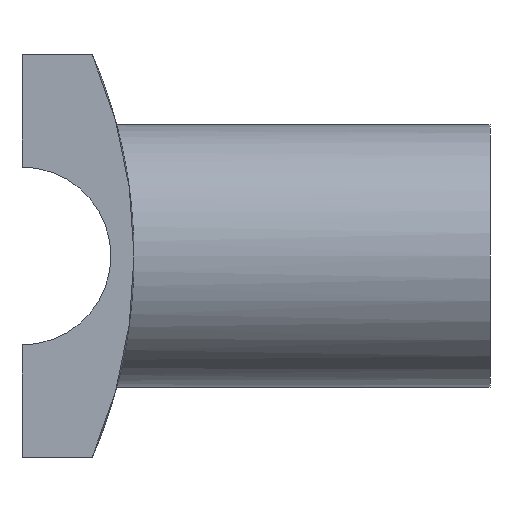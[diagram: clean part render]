
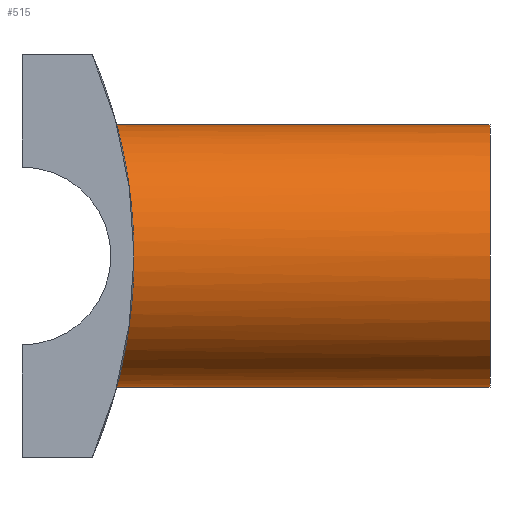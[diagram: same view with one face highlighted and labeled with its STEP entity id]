
A CAD part, left-side view. The second image highlights one B-rep face of the part: STEP entity #515.
In plain terms, the highlighted cylindrical face has radius 14 mm (diameter 28 mm), a full revolution.
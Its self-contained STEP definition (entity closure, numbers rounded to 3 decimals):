
#44=CIRCLE('',#570,14.);
#187=ORIENTED_EDGE('',*,*,#297,.T.);
#188=ORIENTED_EDGE('',*,*,#267,.T.);
#189=ORIENTED_EDGE('',*,*,#261,.T.);
#261=EDGE_CURVE('',#327,#326,#371,.T.);
#267=EDGE_CURVE('',#326,#327,#375,.T.);
#297=EDGE_CURVE('',#352,#352,#44,.T.);
#326=VERTEX_POINT('',#814);
#327=VERTEX_POINT('',#826);
#352=VERTEX_POINT('',#949);
#371=B_SPLINE_CURVE_WITH_KNOTS('',3,(#815,#816,#817,#818,#819,#820,#821,
#822,#823,#824,#825),.UNSPECIFIED.,.F.,.F.,(4,1,1,1,1,1,1,1,4),(0.044,
0.049,0.055,0.06,0.066,
0.071,0.077,0.082,0.088),
 .UNSPECIFIED.);
#375=B_SPLINE_CURVE_WITH_KNOTS('',3,(#873,#874,#875,#876,#877,#878,#879,
#880,#881,#882,#883,#884,#885,#886),.UNSPECIFIED.,.F.,.F.,(4,1,1,1,1,1,
1,1,1,1,1,4),(0.,0.003,0.005,
0.011,0.016,0.022,0.027,
0.033,0.036,0.038,0.041,
0.044),.UNSPECIFIED.);
#394=EDGE_LOOP('',(#187));
#395=EDGE_LOOP('',(#188,#189));
#450=FACE_BOUND('',#394,.T.);
#451=FACE_BOUND('',#395,.T.);
#492=CYLINDRICAL_SURFACE('',#569,14.);
#515=ADVANCED_FACE('',(#450,#451),#492,.T.);
#569=AXIS2_PLACEMENT_3D('',#947,#670,#671);
#570=AXIS2_PLACEMENT_3D('',#948,#672,#673);
#670=DIRECTION('',(0.,-1.,0.));
#671=DIRECTION('',(0.,0.,-1.));
#672=DIRECTION('',(0.,1.,0.));
#673=DIRECTION('',(1.,0.,0.));
#814=CARTESIAN_POINT('',(0.,39.882,-14.));
#815=CARTESIAN_POINT('',(0.,39.882,14.));
#816=CARTESIAN_POINT('',(-1.832,39.882,14.));
#817=CARTESIAN_POINT('',(-5.516,39.676,13.264));
#818=CARTESIAN_POINT('',(-10.148,38.95,10.159));
#819=CARTESIAN_POINT('',(-13.26,38.234,5.525));
#820=CARTESIAN_POINT('',(-14.369,37.936,0.003));
#821=CARTESIAN_POINT('',(-13.263,38.233,-5.515));
#822=CARTESIAN_POINT('',(-10.158,38.948,-10.15));
#823=CARTESIAN_POINT('',(-5.529,39.674,-13.255));
#824=CARTESIAN_POINT('',(-1.858,39.882,-14.));
#825=CARTESIAN_POINT('',(0.,39.882,-14.));
#826=CARTESIAN_POINT('',(0.,39.882,14.));
#873=CARTESIAN_POINT('',(0.,39.882,-14.));
#874=CARTESIAN_POINT('',(0.929,39.882,-14.));
#875=CARTESIAN_POINT('',(2.751,39.833,-13.819));
#876=CARTESIAN_POINT('',(6.302,39.552,-12.74));
#877=CARTESIAN_POINT('',(10.154,38.948,-10.152));
#878=CARTESIAN_POINT('',(13.262,38.234,-5.519));
#879=CARTESIAN_POINT('',(14.368,37.936,-0.007));
#880=CARTESIAN_POINT('',(13.268,38.232,5.512));
#881=CARTESIAN_POINT('',(10.661,38.831,9.39));
#882=CARTESIAN_POINT('',(7.845,39.311,11.704));
#883=CARTESIAN_POINT('',(5.396,39.624,13.016));
#884=CARTESIAN_POINT('',(2.776,39.831,13.814));
#885=CARTESIAN_POINT('',(0.916,39.882,14.));
#886=CARTESIAN_POINT('',(0.,39.882,14.));
#947=CARTESIAN_POINT('',(0.,85.872,0.));
#948=CARTESIAN_POINT('',(0.,0.,0.));
#949=CARTESIAN_POINT('',(14.,0.,0.));
